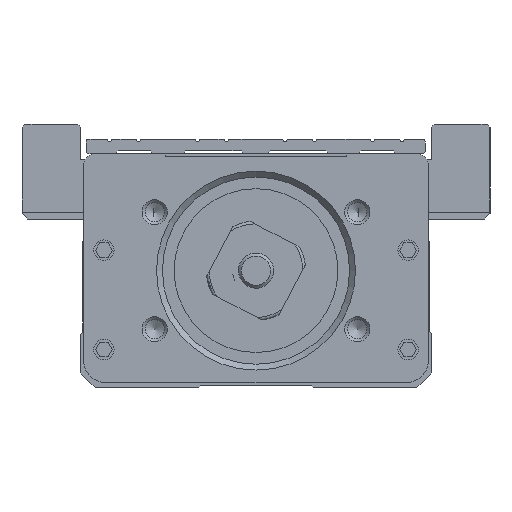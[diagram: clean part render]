
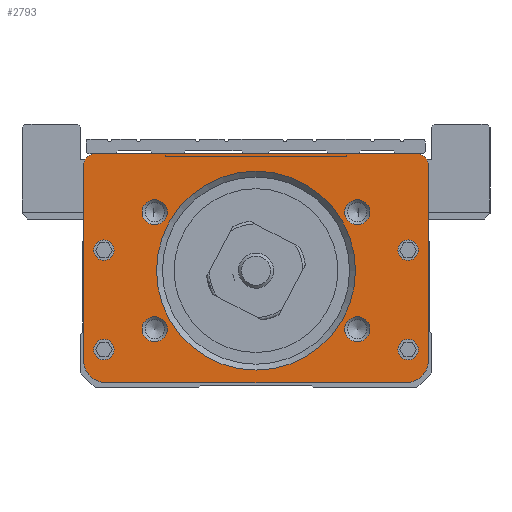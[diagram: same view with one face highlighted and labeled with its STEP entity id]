
A CAD part, front view. The second image highlights one B-rep face of the part: STEP entity #2793.
In plain terms, the highlighted face is planar.
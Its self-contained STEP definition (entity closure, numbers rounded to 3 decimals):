
#2793=ADVANCED_FACE('',(#5825,#5826,#5827,#5828,#5829,#5830,#5831,#5832,
#5833,#5834),#3986,.F.);
#3986=PLANE('',#27397);
#5024=CIRCLE('',#27354,4.);
#5026=CIRCLE('',#27358,4.);
#5037=CIRCLE('',#27382,2.);
#5038=CIRCLE('',#27384,2.);
#5040=CIRCLE('',#27388,2.15);
#5041=CIRCLE('',#27389,2.15);
#5042=CIRCLE('',#27390,2.15);
#5043=CIRCLE('',#27391,2.15);
#5044=CIRCLE('',#27392,17.);
#5045=CIRCLE('',#27393,1.75);
#5046=CIRCLE('',#27394,1.75);
#5047=CIRCLE('',#27395,1.75);
#5048=CIRCLE('',#27396,1.75);
#5825=FACE_BOUND('',#7153,.T.);
#5826=FACE_BOUND('',#7154,.T.);
#5827=FACE_BOUND('',#7155,.T.);
#5828=FACE_BOUND('',#7156,.T.);
#5829=FACE_BOUND('',#7157,.T.);
#5830=FACE_BOUND('',#7158,.T.);
#5831=FACE_BOUND('',#7159,.T.);
#5832=FACE_BOUND('',#7160,.T.);
#5833=FACE_BOUND('',#7161,.T.);
#5834=FACE_BOUND('',#7162,.T.);
#7153=EDGE_LOOP('',(#11908));
#7154=EDGE_LOOP('',(#11909));
#7155=EDGE_LOOP('',(#11910));
#7156=EDGE_LOOP('',(#11911));
#7157=EDGE_LOOP('',(#11912));
#7158=EDGE_LOOP('',(#11913));
#7159=EDGE_LOOP('',(#11914));
#7160=EDGE_LOOP('',(#11915));
#7161=EDGE_LOOP('',(#11916));
#7162=EDGE_LOOP('',(#11917,#11918,#11919,#11920,#11921,#11922,#11923,#11924));
#11908=ORIENTED_EDGE('',*,*,#19627,.T.);
#11909=ORIENTED_EDGE('',*,*,#19628,.T.);
#11910=ORIENTED_EDGE('',*,*,#19629,.T.);
#11911=ORIENTED_EDGE('',*,*,#19630,.T.);
#11912=ORIENTED_EDGE('',*,*,#19631,.T.);
#11913=ORIENTED_EDGE('',*,*,#19632,.T.);
#11914=ORIENTED_EDGE('',*,*,#19633,.T.);
#11915=ORIENTED_EDGE('',*,*,#19634,.T.);
#11916=ORIENTED_EDGE('',*,*,#19635,.T.);
#11917=ORIENTED_EDGE('',*,*,#19610,.F.);
#11918=ORIENTED_EDGE('',*,*,#19564,.F.);
#11919=ORIENTED_EDGE('',*,*,#19585,.F.);
#11920=ORIENTED_EDGE('',*,*,#19625,.F.);
#11921=ORIENTED_EDGE('',*,*,#19520,.F.);
#11922=ORIENTED_EDGE('',*,*,#19624,.F.);
#11923=ORIENTED_EDGE('',*,*,#19583,.F.);
#11924=ORIENTED_EDGE('',*,*,#19572,.F.);
#16530=VERTEX_POINT('',#40146);
#16531=VERTEX_POINT('',#40148);
#16571=VERTEX_POINT('',#40234);
#16572=VERTEX_POINT('',#40236);
#16579=VERTEX_POINT('',#40252);
#16580=VERTEX_POINT('',#40254);
#16585=VERTEX_POINT('',#40267);
#16589=VERTEX_POINT('',#40278);
#16614=VERTEX_POINT('',#40359);
#16615=VERTEX_POINT('',#40361);
#16616=VERTEX_POINT('',#40363);
#16617=VERTEX_POINT('',#40365);
#16618=VERTEX_POINT('',#40367);
#16619=VERTEX_POINT('',#40369);
#16620=VERTEX_POINT('',#40371);
#16621=VERTEX_POINT('',#40373);
#16622=VERTEX_POINT('',#40375);
#19520=EDGE_CURVE('',#16530,#16531,#22424,.T.);
#19564=EDGE_CURVE('',#16571,#16572,#5024,.T.);
#19572=EDGE_CURVE('',#16579,#16580,#5026,.T.);
#19583=EDGE_CURVE('',#16580,#16585,#22470,.T.);
#19585=EDGE_CURVE('',#16589,#16571,#22472,.T.);
#19610=EDGE_CURVE('',#16572,#16579,#22492,.T.);
#19624=EDGE_CURVE('',#16585,#16530,#5037,.T.);
#19625=EDGE_CURVE('',#16531,#16589,#5038,.T.);
#19627=EDGE_CURVE('',#16614,#16614,#5040,.T.);
#19628=EDGE_CURVE('',#16615,#16615,#5041,.T.);
#19629=EDGE_CURVE('',#16616,#16616,#5042,.T.);
#19630=EDGE_CURVE('',#16617,#16617,#5043,.T.);
#19631=EDGE_CURVE('',#16618,#16618,#5044,.T.);
#19632=EDGE_CURVE('',#16619,#16619,#5045,.T.);
#19633=EDGE_CURVE('',#16620,#16620,#5046,.T.);
#19634=EDGE_CURVE('',#16621,#16621,#5047,.T.);
#19635=EDGE_CURVE('',#16622,#16622,#5048,.T.);
#22424=LINE('',#40147,#24854);
#22470=LINE('',#40275,#24900);
#22472=LINE('',#40279,#24902);
#22492=LINE('',#40329,#24922);
#24854=VECTOR('',#32354,1.);
#24900=VECTOR('',#32448,1.);
#24902=VECTOR('',#32452,1.);
#24922=VECTOR('',#32498,1.);
#27354=AXIS2_PLACEMENT_3D('',#40235,#32418,#32419);
#27358=AXIS2_PLACEMENT_3D('',#40253,#32432,#32433);
#27382=AXIS2_PLACEMENT_3D('',#40352,#32521,#32522);
#27384=AXIS2_PLACEMENT_3D('',#40354,#32525,#32526);
#27388=AXIS2_PLACEMENT_3D('',#40358,#32533,#32534);
#27389=AXIS2_PLACEMENT_3D('',#40360,#32535,#32536);
#27390=AXIS2_PLACEMENT_3D('',#40362,#32537,#32538);
#27391=AXIS2_PLACEMENT_3D('',#40364,#32539,#32540);
#27392=AXIS2_PLACEMENT_3D('',#40366,#32541,#32542);
#27393=AXIS2_PLACEMENT_3D('',#40368,#32543,#32544);
#27394=AXIS2_PLACEMENT_3D('',#40370,#32545,#32546);
#27395=AXIS2_PLACEMENT_3D('',#40372,#32547,#32548);
#27396=AXIS2_PLACEMENT_3D('',#40374,#32549,#32550);
#27397=AXIS2_PLACEMENT_3D('',#40376,#32551,#32552);
#32354=DIRECTION('',(1.,0.,0.));
#32418=DIRECTION('',(0.,1.,0.));
#32419=DIRECTION('',(1.,0.,0.));
#32432=DIRECTION('',(0.,1.,0.));
#32433=DIRECTION('',(1.,0.,0.));
#32448=DIRECTION('',(0.,0.,1.));
#32452=DIRECTION('',(0.,0.,-1.));
#32498=DIRECTION('',(-1.,0.,0.));
#32521=DIRECTION('',(0.,1.,0.));
#32522=DIRECTION('',(0.,0.,1.));
#32525=DIRECTION('',(0.,1.,0.));
#32526=DIRECTION('',(0.,0.,1.));
#32533=DIRECTION('',(0.,1.,0.));
#32534=DIRECTION('',(0.,0.,1.));
#32535=DIRECTION('',(0.,1.,0.));
#32536=DIRECTION('',(0.,0.,1.));
#32537=DIRECTION('',(0.,1.,0.));
#32538=DIRECTION('',(0.,0.,1.));
#32539=DIRECTION('',(0.,1.,0.));
#32540=DIRECTION('',(0.,0.,1.));
#32541=DIRECTION('',(0.,1.,0.));
#32542=DIRECTION('',(0.,0.,1.));
#32543=DIRECTION('',(0.,1.,0.));
#32544=DIRECTION('',(0.,0.,1.));
#32545=DIRECTION('',(0.,1.,0.));
#32546=DIRECTION('',(0.,0.,1.));
#32547=DIRECTION('',(0.,1.,0.));
#32548=DIRECTION('',(0.,0.,1.));
#32549=DIRECTION('',(0.,1.,0.));
#32550=DIRECTION('',(0.,0.,1.));
#32551=DIRECTION('',(0.,1.,0.));
#32552=DIRECTION('',(0.,0.,-1.));
#40146=CARTESIAN_POINT('',(-27.5,-130.762,38.));
#40147=CARTESIAN_POINT('',(-25.5,-130.762,38.));
#40148=CARTESIAN_POINT('',(27.5,-130.762,38.));
#40234=CARTESIAN_POINT('',(29.5,-130.762,2.8));
#40235=CARTESIAN_POINT('',(25.5,-130.762,2.8));
#40236=CARTESIAN_POINT('',(25.5,-130.762,-1.2));
#40252=CARTESIAN_POINT('',(-25.5,-130.762,-1.2));
#40253=CARTESIAN_POINT('',(-25.5,-130.762,2.8));
#40254=CARTESIAN_POINT('',(-29.5,-130.762,2.8));
#40267=CARTESIAN_POINT('',(-29.5,-130.762,36.));
#40275=CARTESIAN_POINT('',(-29.5,-130.762,2.8));
#40278=CARTESIAN_POINT('',(29.5,-130.762,36.));
#40279=CARTESIAN_POINT('',(29.5,-130.762,39.));
#40329=CARTESIAN_POINT('',(25.5,-130.762,-1.2));
#40352=CARTESIAN_POINT('',(-27.5,-130.762,36.));
#40354=CARTESIAN_POINT('',(27.5,-130.762,36.));
#40358=CARTESIAN_POINT('',(-17.321,-130.762,28.));
#40359=CARTESIAN_POINT('',(-17.321,-130.762,30.15));
#40360=CARTESIAN_POINT('',(17.321,-130.762,8.));
#40361=CARTESIAN_POINT('',(17.321,-130.762,10.15));
#40362=CARTESIAN_POINT('',(17.321,-130.762,28.));
#40363=CARTESIAN_POINT('',(17.321,-130.762,30.15));
#40364=CARTESIAN_POINT('',(-17.321,-130.762,8.));
#40365=CARTESIAN_POINT('',(-17.321,-130.762,10.15));
#40366=CARTESIAN_POINT('',(0.,-130.762,18.));
#40367=CARTESIAN_POINT('',(0.,-130.762,35.));
#40368=CARTESIAN_POINT('',(-26.,-130.762,21.5));
#40369=CARTESIAN_POINT('',(-26.,-130.762,23.25));
#40370=CARTESIAN_POINT('',(-26.,-130.762,4.5));
#40371=CARTESIAN_POINT('',(-26.,-130.762,6.25));
#40372=CARTESIAN_POINT('',(26.,-130.762,4.5));
#40373=CARTESIAN_POINT('',(26.,-130.762,6.25));
#40374=CARTESIAN_POINT('',(26.,-130.762,21.5));
#40375=CARTESIAN_POINT('',(26.,-130.762,23.25));
#40376=CARTESIAN_POINT('',(-25.5,-130.762,2.8));
